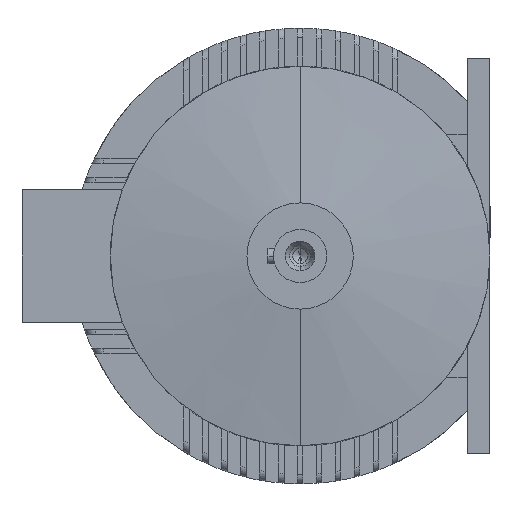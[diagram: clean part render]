
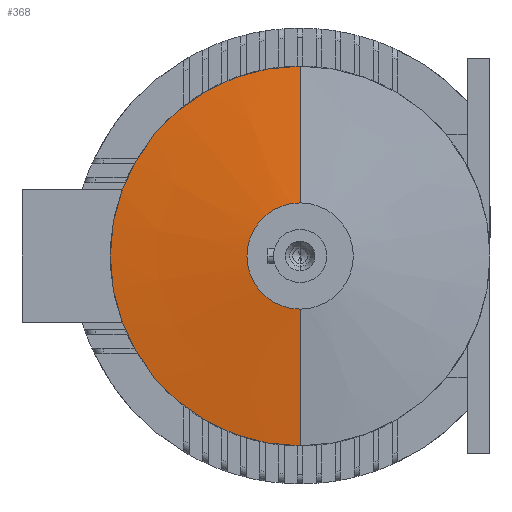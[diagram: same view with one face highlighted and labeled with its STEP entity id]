
A CAD part, left-side view. The second image highlights one B-rep face of the part: STEP entity #368.
In plain terms, the highlighted conical face has half-angle 82.484 degrees and reference radius 100 mm.
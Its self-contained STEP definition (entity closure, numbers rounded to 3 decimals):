
#368 = ADVANCED_FACE ( 'NONE', ( #9944 ), #9951, .T. ) ;
#780 = DIRECTION ( 'NONE',  ( 1., 0., 0. ) ) ;
#785 = CARTESIAN_POINT ( 'NONE',  ( 89.5, 0., 0. ) ) ;
#809 = DIRECTION ( 'NONE',  ( 0., 0., -1. ) ) ;
#2522 = EDGE_LOOP ( 'NONE', ( #9888, #9887, #9886, #9883 ) ) ;
#2615 = CARTESIAN_POINT ( 'NONE',  ( 89.5, 0., 0. ) ) ;
#5042 = LINE ( 'NONE', #5531, #5046 ) ;
#5046 = VECTOR ( 'NONE', #5529, 1000. ) ;
#5052 = CIRCLE ( 'NONE', #9572, 100. ) ;
#5054 = CIRCLE ( 'NONE', #9573, 28. ) ;
#5055 = LINE ( 'NONE', #5516, #5056 ) ;
#5056 = VECTOR ( 'NONE', #5515, 1000. ) ;
#5515 = DIRECTION ( 'NONE',  ( 0.131, 0., 0.991 ) ) ;
#5516 = CARTESIAN_POINT ( 'NONE',  ( 89.5, 0., 100. ) ) ;
#5520 = DIRECTION ( 'NONE',  ( 0., 0., 1. ) ) ;
#5521 = DIRECTION ( 'NONE',  ( -1., 0., 0. ) ) ;
#5525 = CARTESIAN_POINT ( 'NONE',  ( 80., 0., 0. ) ) ;
#5526 = DIRECTION ( 'NONE',  ( 0., 0., 1. ) ) ;
#5527 = DIRECTION ( 'NONE',  ( -1., 0., 0. ) ) ;
#5529 = DIRECTION ( 'NONE',  ( 0.131, 0., -0.991 ) ) ;
#5531 = CARTESIAN_POINT ( 'NONE',  ( 89.5, 0., -100. ) ) ;
#6925 = VERTEX_POINT ( 'NONE', #10349 ) ;
#6950 = VERTEX_POINT ( 'NONE', #10375 ) ;
#7191 = VERTEX_POINT ( 'NONE', #9109 ) ;
#7209 = VERTEX_POINT ( 'NONE', #9071 ) ;
#8780 = EDGE_CURVE ( 'NONE', #7191, #6950, #5042, .T. ) ;
#8781 = EDGE_CURVE ( 'NONE', #7209, #6950, #5052, .T. ) ;
#8783 = EDGE_CURVE ( 'NONE', #6925, #7191, #5054, .T. ) ;
#8785 = EDGE_CURVE ( 'NONE', #6925, #7209, #5055, .T. ) ;
#8862 = AXIS2_PLACEMENT_3D ( 'NONE', #785, #780, #809 ) ;
#9071 = CARTESIAN_POINT ( 'NONE',  ( 89.5, 0., 100. ) ) ;
#9109 = CARTESIAN_POINT ( 'NONE',  ( 80., 0., -28. ) ) ;
#9572 = AXIS2_PLACEMENT_3D ( 'NONE', #2615, #5527, #5526 ) ;
#9573 = AXIS2_PLACEMENT_3D ( 'NONE', #5525, #5521, #5520 ) ;
#9883 = ORIENTED_EDGE ( 'NONE', *, *, #8780, .F. ) ;
#9886 = ORIENTED_EDGE ( 'NONE', *, *, #8781, .T. ) ;
#9887 = ORIENTED_EDGE ( 'NONE', *, *, #8785, .T. ) ;
#9888 = ORIENTED_EDGE ( 'NONE', *, *, #8783, .F. ) ;
#9944 = FACE_OUTER_BOUND ( 'NONE', #2522, .T. ) ;
#9951 = CONICAL_SURFACE ( 'NONE', #8862, 100., 1.44 ) ;
#10349 = CARTESIAN_POINT ( 'NONE',  ( 80., 0., 28. ) ) ;
#10375 = CARTESIAN_POINT ( 'NONE',  ( 89.5, 0., -100. ) ) ;
